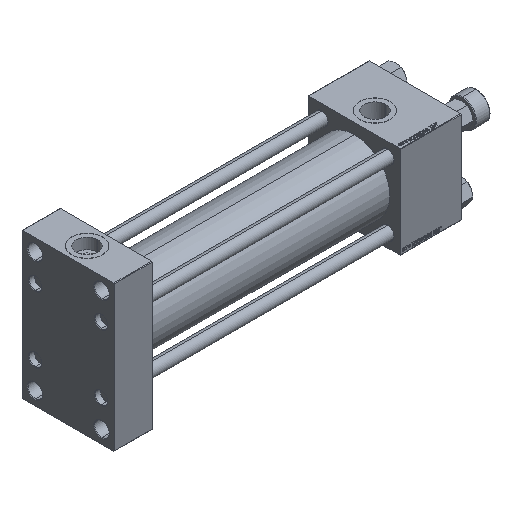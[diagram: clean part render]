
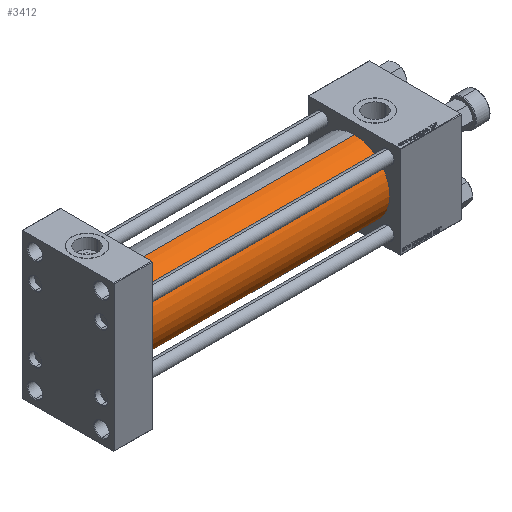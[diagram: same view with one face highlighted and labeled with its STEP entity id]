
A CAD part, isometric view. The second image highlights one B-rep face of the part: STEP entity #3412.
In plain terms, the highlighted cylindrical face has radius 34.5 mm (diameter 69 mm), a partial arc.
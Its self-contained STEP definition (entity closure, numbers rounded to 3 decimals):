
#878 = CYLINDRICAL_SURFACE ( 'NONE', #35127, 34.5 ) ;
#2051 = DIRECTION ( 'NONE',  ( 0., 0., -1. ) ) ;
#3412 = ADVANCED_FACE ( 'NONE', ( #8585 ), #878, .T. ) ;
#4295 = VECTOR ( 'NONE', #14220, 1000. ) ;
#4556 = CIRCLE ( 'NONE', #7106, 34.5 ) ;
#4762 = CARTESIAN_POINT ( 'NONE',  ( 279., 0., -34.5 ) ) ;
#5026 = CARTESIAN_POINT ( 'NONE',  ( 279., 0., -34.5 ) ) ;
#7106 = AXIS2_PLACEMENT_3D ( 'NONE', #39049, #19622, #15637 ) ;
#8583 = VERTEX_POINT ( 'NONE', #20701 ) ;
#8585 = FACE_OUTER_BOUND ( 'NONE', #9602, .T. ) ;
#9602 = EDGE_LOOP ( 'NONE', ( #14741, #35803, #16700, #25900 ) ) ;
#11144 = VECTOR ( 'NONE', #33424, 1000. ) ;
#14220 = DIRECTION ( 'NONE',  ( -1., 0., 0. ) ) ;
#14741 = ORIENTED_EDGE ( 'NONE', *, *, #21557, .F. ) ;
#15637 = DIRECTION ( 'NONE',  ( 0., 0., 1. ) ) ;
#16700 = ORIENTED_EDGE ( 'NONE', *, *, #19959, .T. ) ;
#18198 = LINE ( 'NONE', #26959, #4295 ) ;
#19622 = DIRECTION ( 'NONE',  ( 1., 0., 0. ) ) ;
#19959 = EDGE_CURVE ( 'NONE', #8583, #26668, #18198, .T. ) ;
#20701 = CARTESIAN_POINT ( 'NONE',  ( 279., 0., 34.5 ) ) ;
#20817 = CIRCLE ( 'NONE', #38685, 34.5 ) ;
#21557 = EDGE_CURVE ( 'NONE', #49969, #31404, #41430, .T. ) ;
#22259 = CARTESIAN_POINT ( 'NONE',  ( 37., 0., 34.5 ) ) ;
#24770 = DIRECTION ( 'NONE',  ( -1., 0., 0. ) ) ;
#25308 = CARTESIAN_POINT ( 'NONE',  ( 279., 0., 0. ) ) ;
#25900 = ORIENTED_EDGE ( 'NONE', *, *, #43920, .T. ) ;
#26216 = CARTESIAN_POINT ( 'NONE',  ( 279., 0., 0. ) ) ;
#26668 = VERTEX_POINT ( 'NONE', #22259 ) ;
#26959 = CARTESIAN_POINT ( 'NONE',  ( 279., 0., 34.5 ) ) ;
#27790 = CARTESIAN_POINT ( 'NONE',  ( 37., 0., -34.5 ) ) ;
#31404 = VERTEX_POINT ( 'NONE', #27790 ) ;
#33424 = DIRECTION ( 'NONE',  ( -1., 0., 0. ) ) ;
#35127 = AXIS2_PLACEMENT_3D ( 'NONE', #25308, #24770, #45246 ) ;
#35568 = EDGE_CURVE ( 'NONE', #8583, #49969, #20817, .T. ) ;
#35803 = ORIENTED_EDGE ( 'NONE', *, *, #35568, .F. ) ;
#38460 = DIRECTION ( 'NONE',  ( 1., 0., 0. ) ) ;
#38685 = AXIS2_PLACEMENT_3D ( 'NONE', #26216, #38460, #2051 ) ;
#39049 = CARTESIAN_POINT ( 'NONE',  ( 37., 0., 0. ) ) ;
#41430 = LINE ( 'NONE', #5026, #11144 ) ;
#43920 = EDGE_CURVE ( 'NONE', #26668, #31404, #4556, .T. ) ;
#45246 = DIRECTION ( 'NONE',  ( 0., 0., 1. ) ) ;
#49969 = VERTEX_POINT ( 'NONE', #4762 ) ;
